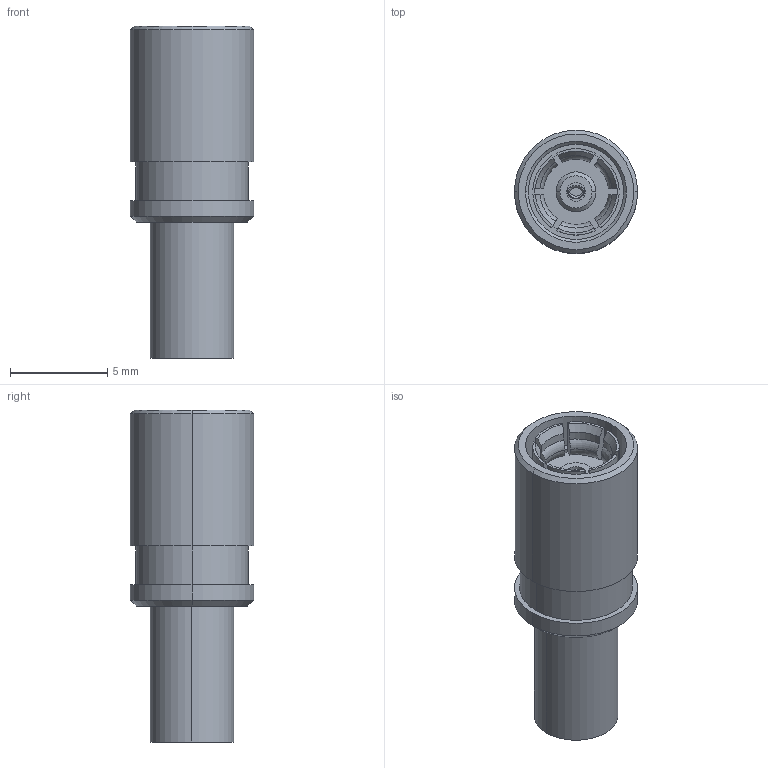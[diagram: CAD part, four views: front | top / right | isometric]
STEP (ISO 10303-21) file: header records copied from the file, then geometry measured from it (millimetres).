
FILE_DESCRIPTION (( 'STEP AP214' ), '1' );
FILE_NAME ('J01161A0701.STEP', '2017-04-04T08:23:31', ( '' ), ( '' ), 'SwSTEP 2.0', 'SolidWorks 2015', '' );
FILE_SCHEMA (( 'AUTOMOTIVE_DESIGN' ));
Length unit declared in the file: millimetre
Products named in the file (1): J01161A0701
Bounding box: 6.35 x 6.35 x 17.1 mm (x, y, z)
Volume: 308.1 mm3; surface area: 684.7 mm2
Topology: 2 solids, 2 shells, 117 faces, 290 edges, 188 vertices
Faces by surface type: cylinder 46, plane 37, cone 18, torus 16
Entity records: 4794 total; most frequent: CARTESIAN_POINT 771, DIRECTION 604, ORIENTED_EDGE 580, EDGE_CURVE 290, AXIS2_PLACEMENT_3D 241, VERTEX_POINT 188, EDGE_LOOP 130, CIRCLE 123
